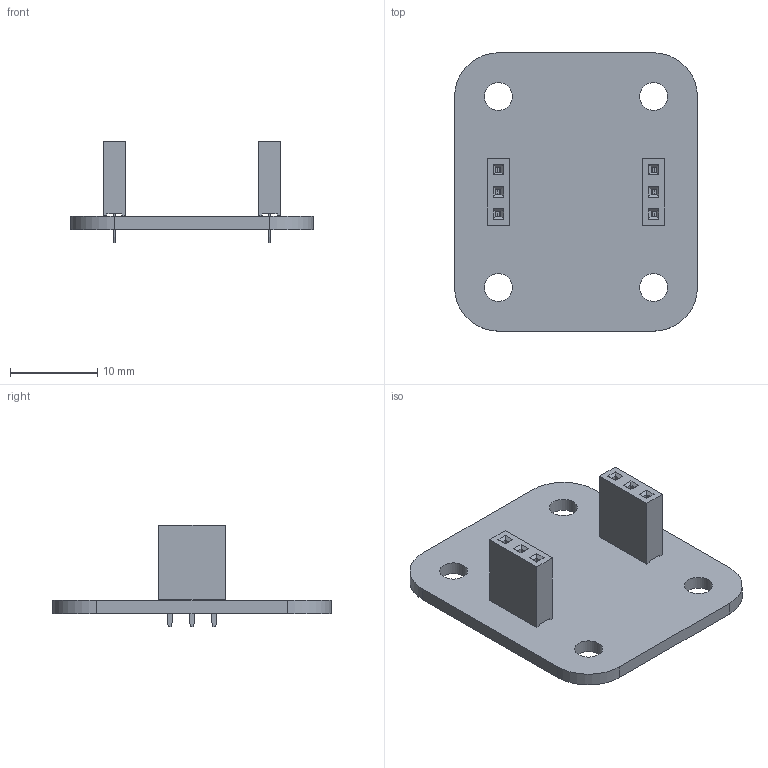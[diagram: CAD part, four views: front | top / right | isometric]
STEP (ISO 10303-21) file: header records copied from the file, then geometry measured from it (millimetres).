
FILE_DESCRIPTION(('KiCad electronic assembly'),'2;1');
FILE_NAME('gm_pogopin.step','2026-01-27T19:25:14',('Pcbnew'),('Kicad'), 'Open CASCADE STEP processor 7.9','KiCad to STEP converter','Unknown' );
FILE_SCHEMA(('AUTOMOTIVE_DESIGN { 1 0 10303 214 1 1 1 1 }'));
Length unit declared in the file: millimetre
Products named in the file (3): gm_pogopin 1; PinSocket_1x03_P2.54mm_Vertical; gm_pogopin_PCB
Assembly tree (3 placements, depth 2):
  gm_pogopin 1
    PinSocket_1x03_P2.54mm_Vertical  x2
    gm_pogopin_PCB
Bounding box: 27.78 x 31.84 x 11.6 mm (x, y, z)
Volume: 1557.5 mm3; surface area: 2483.5 mm2
Topology: 3 solids, 3 shells, 196 faces, 510 edges, 332 vertices
Faces by surface type: plane 182, cylinder 14
Full cylindrical faces by diameter (mm): 1 x6, 3.2 x4
Entity records: 4370 total; most frequent: CARTESIAN_POINT 578, ORIENTED_EDGE 564, DIRECTION 534, EDGE_CURVE 282, LINE 254, VECTOR 254, VERTEX_POINT 184, AXIS2_PLACEMENT_3D 140
